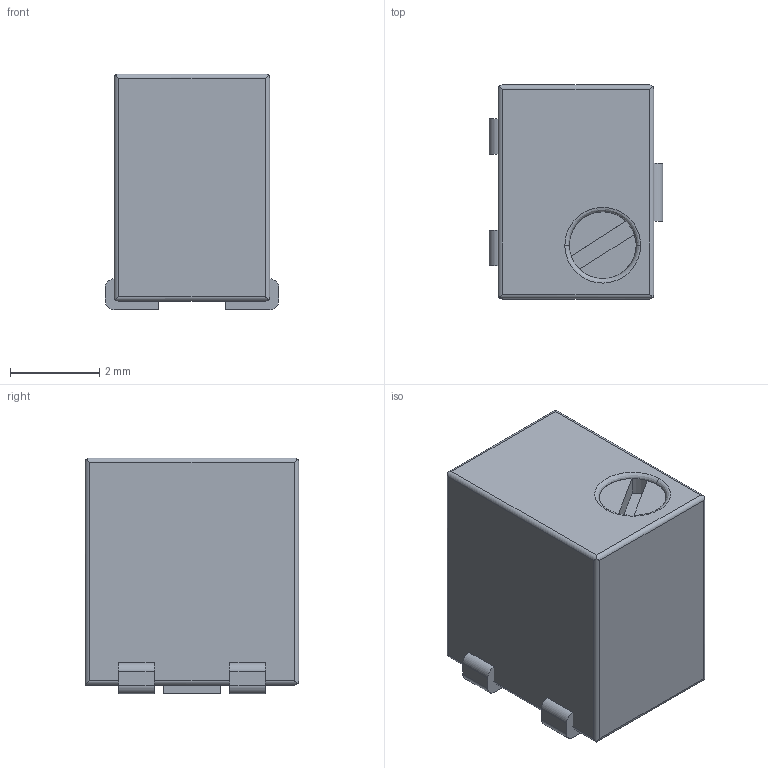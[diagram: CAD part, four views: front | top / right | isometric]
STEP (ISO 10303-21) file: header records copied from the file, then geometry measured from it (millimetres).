
FILE_DESCRIPTION (( 'STEP AP214' ), '1' );
FILE_NAME ('User Library-3224W.STEP', '2019-11-15T14:56:41', ( '' ), ( '' ), 'SwSTEP 2.0', 'SolidWorks 2018', '' );
FILE_SCHEMA (( 'AUTOMOTIVE_DESIGN' ));
Length unit declared in the file: millimetre
Products named in the file (6): User Library-3224W_Part_1618; User Library-3224W_Part_2085; User Library-3224W_Part_1994; User Library-3224W_Part_1677; User Library-3224W; User Library-3224W_Part_2009
Assembly tree (5 placements, depth 2):
  User Library-3224W
    User Library-3224W_Part_2085
    User Library-3224W_Part_2009
    User Library-3224W_Part_1994
    User Library-3224W_Part_1618
    User Library-3224W_Part_1677
Bounding box: 3.9 x 4.8 x 5.3 mm (x, y, z)
Volume: 87.6 mm3; surface area: 141 mm2
Topology: 5 solids, 5 shells, 54 faces, 125 edges, 82 vertices
Faces by surface type: plane 31, cylinder 21, bspline 2
Entity records: 2441 total; most frequent: CARTESIAN_POINT 423, ORIENTED_EDGE 250, DIRECTION 249, EDGE_CURVE 125, AXIS2_PLACEMENT_3D 86, VERTEX_POINT 82, VECTOR 77, LINE 77
